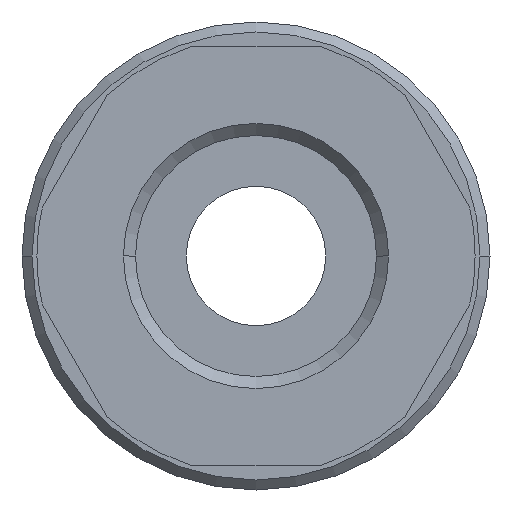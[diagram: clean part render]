
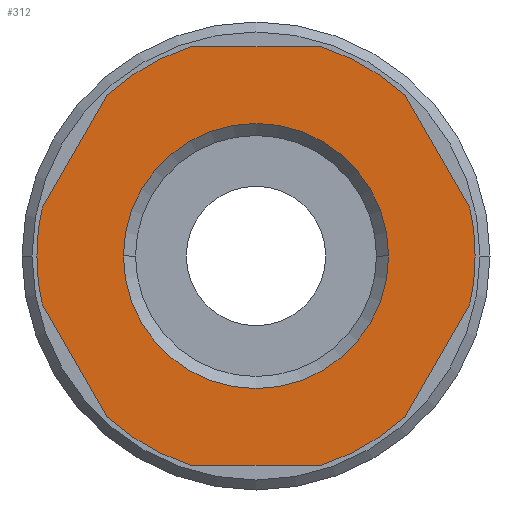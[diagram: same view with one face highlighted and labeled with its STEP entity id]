
A CAD part, front view. The second image highlights one B-rep face of the part: STEP entity #312.
In plain terms, the highlighted planar face has unit normal (0, -1, 0).
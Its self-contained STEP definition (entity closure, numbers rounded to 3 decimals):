
#312=ADVANCED_FACE('',(#656,#657),#658,.T.);
#656=FACE_BOUND('',#1027,.T.);
#657=FACE_OUTER_BOUND('',#1028,.T.);
#658=PLANE('',#1029);
#1027=EDGE_LOOP('',(#1825,#1826));
#1028=EDGE_LOOP('',(#1827,#1828,#1829,#1830,#1831,#1832,#1833,#1834,#1835,#1836,#1837,#1838,#1839,#1840));
#1029=AXIS2_PLACEMENT_3D('',#1841,#1842,#1843);
#1825=ORIENTED_EDGE('',*,*,#2378,.T.);
#1826=ORIENTED_EDGE('',*,*,#2305,.T.);
#1827=ORIENTED_EDGE('',*,*,#2123,.T.);
#1828=ORIENTED_EDGE('',*,*,#2192,.F.);
#1829=ORIENTED_EDGE('',*,*,#2326,.T.);
#1830=ORIENTED_EDGE('',*,*,#2435,.F.);
#1831=ORIENTED_EDGE('',*,*,#2419,.T.);
#1832=ORIENTED_EDGE('',*,*,#2436,.F.);
#1833=ORIENTED_EDGE('',*,*,#2376,.F.);
#1834=ORIENTED_EDGE('',*,*,#2334,.T.);
#1835=ORIENTED_EDGE('',*,*,#2430,.F.);
#1836=ORIENTED_EDGE('',*,*,#2285,.T.);
#1837=ORIENTED_EDGE('',*,*,#2217,.F.);
#1838=ORIENTED_EDGE('',*,*,#2186,.T.);
#1839=ORIENTED_EDGE('',*,*,#2260,.F.);
#1840=ORIENTED_EDGE('',*,*,#2183,.F.);
#1841=CARTESIAN_POINT('',(5.5,0.0,0.0));
#1842=DIRECTION('',(-0.0,-1.0,-0.0));
#1843=DIRECTION('',(-1.0,0.0,0.0));
#2123=EDGE_CURVE('',#2505,#2502,#2506,.T.);
#2183=EDGE_CURVE('',#2505,#2605,#2608,.T.);
#2186=EDGE_CURVE('',#2613,#2610,#2614,.T.);
#2192=EDGE_CURVE('',#2621,#2502,#2623,.T.);
#2217=EDGE_CURVE('',#2613,#2660,#2664,.T.);
#2260=EDGE_CURVE('',#2605,#2610,#2730,.T.);
#2285=EDGE_CURVE('',#2766,#2660,#2767,.T.);
#2305=EDGE_CURVE('',#2790,#2792,#2794,.T.);
#2326=EDGE_CURVE('',#2621,#2814,#2817,.T.);
#2334=EDGE_CURVE('',#2829,#2826,#2830,.T.);
#2376=EDGE_CURVE('',#2829,#2883,#2887,.T.);
#2378=EDGE_CURVE('',#2792,#2790,#2889,.T.);
#2419=EDGE_CURVE('',#2936,#2933,#2937,.T.);
#2430=EDGE_CURVE('',#2766,#2826,#2949,.T.);
#2435=EDGE_CURVE('',#2936,#2814,#2954,.T.);
#2436=EDGE_CURVE('',#2883,#2933,#2955,.T.);
#2502=VERTEX_POINT('',#3070);
#2505=VERTEX_POINT('',#3074);
#2506=LINE('',#3075,#3076);
#2605=VERTEX_POINT('',#3231);
#2608=CIRCLE('',#3235,11.0);
#2610=VERTEX_POINT('',#3237);
#2613=VERTEX_POINT('',#3241);
#2614=LINE('',#3242,#3243);
#2621=VERTEX_POINT('',#3252);
#2623=CIRCLE('',#3255,11.0);
#2660=VERTEX_POINT('',#3349);
#2664=CIRCLE('',#3354,11.0);
#2730=CIRCLE('',#3541,11.0);
#2766=VERTEX_POINT('',#3669);
#2767=LINE('',#3670,#3671);
#2790=VERTEX_POINT('',#3702);
#2792=VERTEX_POINT('',#3705);
#2794=CIRCLE('',#3708,6.655);
#2814=VERTEX_POINT('',#3755);
#2817=LINE('',#3759,#3760);
#2826=VERTEX_POINT('',#3772);
#2829=VERTEX_POINT('',#3776);
#2830=LINE('',#3777,#3778);
#2883=VERTEX_POINT('',#3906);
#2887=CIRCLE('',#3911,11.0);
#2889=CIRCLE('',#3913,6.655);
#2933=VERTEX_POINT('',#4014);
#2936=VERTEX_POINT('',#4018);
#2937=LINE('',#4019,#4020);
#2949=CIRCLE('',#4035,11.0);
#2954=CIRCLE('',#4051,11.0);
#2955=CIRCLE('',#4052,11.0);
#3070=CARTESIAN_POINT('',(-7.454,0.0,-8.089));
#3074=CARTESIAN_POINT('',(-10.733,0.0,-2.411));
#3075=CARTESIAN_POINT('',(-8.406,0.0,-6.441));
#3076=VECTOR('',#4159,1.0);
#3231=CARTESIAN_POINT('',(-11.0,0.0,0.));
#3235=AXIS2_PLACEMENT_3D('',#4266,#4267,#4268);
#3237=CARTESIAN_POINT('',(-10.733,0.0,2.411));
#3241=CARTESIAN_POINT('',(-7.454,0.0,8.089));
#3242=CARTESIAN_POINT('',(-8.406,0.0,6.441));
#3243=VECTOR('',#4270,1.0);
#3252=CARTESIAN_POINT('',(-3.279,0.0,-10.5));
#3255=AXIS2_PLACEMENT_3D('',#4277,#4278,#4279);
#3349=CARTESIAN_POINT('',(-3.279,0.0,10.5));
#3354=AXIS2_PLACEMENT_3D('',#4313,#4314,#4315);
#3541=AXIS2_PLACEMENT_3D('',#4357,#4358,#4359);
#3669=CARTESIAN_POINT('',(3.279,0.0,10.5));
#3670=CARTESIAN_POINT('',(2.75,0.0,10.5));
#3671=VECTOR('',#4379,1.0);
#3702=CARTESIAN_POINT('',(6.655,0.0,0.));
#3705=CARTESIAN_POINT('',(-6.655,0.0,0.));
#3708=AXIS2_PLACEMENT_3D('',#4405,#4406,#4407);
#3755=CARTESIAN_POINT('',(3.279,0.0,-10.5));
#3759=CARTESIAN_POINT('',(2.75,0.0,-10.5));
#3760=VECTOR('',#4429,1.0);
#3772=CARTESIAN_POINT('',(7.454,0.0,8.089));
#3776=CARTESIAN_POINT('',(10.733,0.0,2.411));
#3777=CARTESIAN_POINT('',(9.781,0.0,4.059));
#3778=VECTOR('',#4437,1.0);
#3906=CARTESIAN_POINT('',(11.0,0.0,0.));
#3911=AXIS2_PLACEMENT_3D('',#4493,#4494,#4495);
#3913=AXIS2_PLACEMENT_3D('',#4496,#4497,#4498);
#4014=CARTESIAN_POINT('',(10.733,0.0,-2.411));
#4018=CARTESIAN_POINT('',(7.454,0.0,-8.089));
#4019=CARTESIAN_POINT('',(9.781,0.0,-4.059));
#4020=VECTOR('',#4531,1.0);
#4035=AXIS2_PLACEMENT_3D('',#4544,#4545,#4546);
#4051=AXIS2_PLACEMENT_3D('',#4547,#4548,#4549);
#4052=AXIS2_PLACEMENT_3D('',#4550,#4551,#4552);
#4159=DIRECTION('',(0.5,0.0,-0.866));
#4266=CARTESIAN_POINT('',(0.0,0.0,0.0));
#4267=DIRECTION('',(-0.0,1.0,0.0));
#4268=DIRECTION('',(1.0,0.0,0.0));
#4270=DIRECTION('',(-0.5,0.0,-0.866));
#4277=CARTESIAN_POINT('',(0.0,0.0,0.0));
#4278=DIRECTION('',(-0.0,1.0,0.0));
#4279=DIRECTION('',(1.0,0.0,0.0));
#4313=CARTESIAN_POINT('',(0.0,0.0,0.0));
#4314=DIRECTION('',(-0.0,1.0,0.0));
#4315=DIRECTION('',(1.0,0.0,0.0));
#4357=CARTESIAN_POINT('',(0.0,0.0,0.0));
#4358=DIRECTION('',(-0.0,1.0,0.0));
#4359=DIRECTION('',(1.0,0.0,0.0));
#4379=DIRECTION('',(-1.0,0.0,0.));
#4405=CARTESIAN_POINT('',(0.0,0.0,0.0));
#4406=DIRECTION('',(-0.0,1.0,0.0));
#4407=DIRECTION('',(1.0,0.0,0.0));
#4429=DIRECTION('',(1.0,-0.0,0.0));
#4437=DIRECTION('',(-0.5,0.0,0.866));
#4493=CARTESIAN_POINT('',(0.0,0.0,0.0));
#4494=DIRECTION('',(-0.0,1.0,0.0));
#4495=DIRECTION('',(1.0,0.0,0.0));
#4496=CARTESIAN_POINT('',(0.0,0.0,0.0));
#4497=DIRECTION('',(-0.0,1.0,0.0));
#4498=DIRECTION('',(1.0,0.0,0.0));
#4531=DIRECTION('',(0.5,-0.0,0.866));
#4544=CARTESIAN_POINT('',(0.0,0.0,0.0));
#4545=DIRECTION('',(-0.0,1.0,0.0));
#4546=DIRECTION('',(1.0,0.0,0.0));
#4547=CARTESIAN_POINT('',(0.0,0.0,0.0));
#4548=DIRECTION('',(-0.0,1.0,0.0));
#4549=DIRECTION('',(1.0,0.0,0.0));
#4550=CARTESIAN_POINT('',(0.0,0.0,0.0));
#4551=DIRECTION('',(-0.0,1.0,0.0));
#4552=DIRECTION('',(1.0,0.0,0.0));
